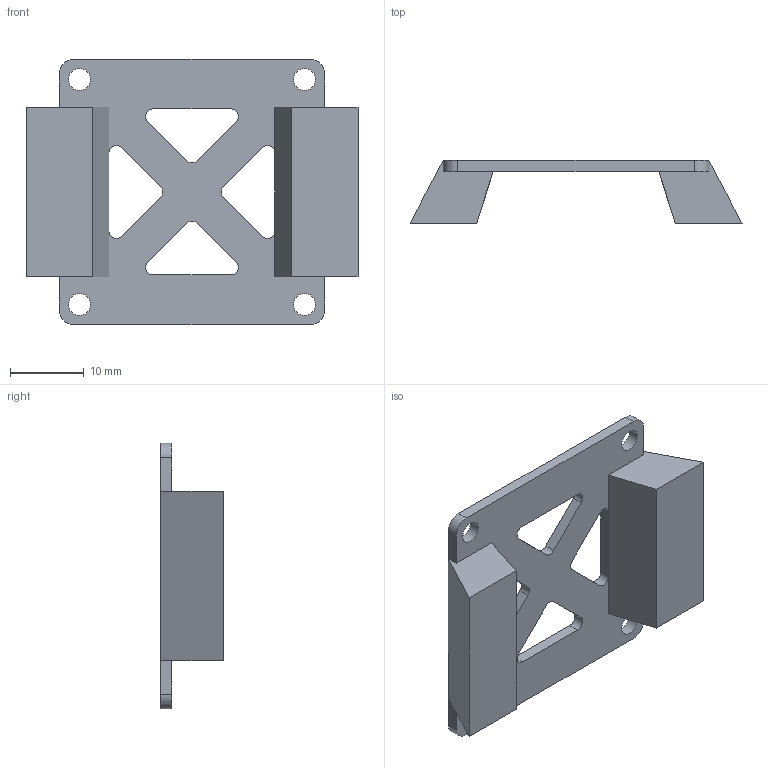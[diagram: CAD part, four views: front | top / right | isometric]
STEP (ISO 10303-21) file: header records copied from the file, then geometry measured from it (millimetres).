
FILE_DESCRIPTION(/* description */ (''),/* implementation_level */ '2;1');
FILE_NAME(/* name */ 'fc_mount.step',/* time_stamp */ '2019-02-21T22:42:52-08:00',/* author */ (''),/* organization */ (''),/* preprocessor_version */ 'ST-DEVELOPER v17.2',/* originating_system */ 'Autodesk Translation Framework v7.6.0.251',/* authorisation */ '');
FILE_SCHEMA (('AUTOMOTIVE_DESIGN { 1 0 10303 214 3 1 1 }'));
Length unit declared in the file: millimetre
Products named in the file (1): FC_mount
Bounding box: 45 x 8.5 x 36 mm (x, y, z)
Volume: 4253.4 mm3; surface area: 3583.7 mm2
Topology: 1 solids, 1 shells, 50 faces, 142 edges, 92 vertices
Faces by surface type: plane 30, cylinder 20
Full cylindrical faces by diameter (mm): 3 x4
Entity records: 1694 total; most frequent: CARTESIAN_POINT 285, ORIENTED_EDGE 284, DIRECTION 284, EDGE_CURVE 142, LINE 102, VECTOR 102, VERTEX_POINT 92, AXIS2_PLACEMENT_3D 91
